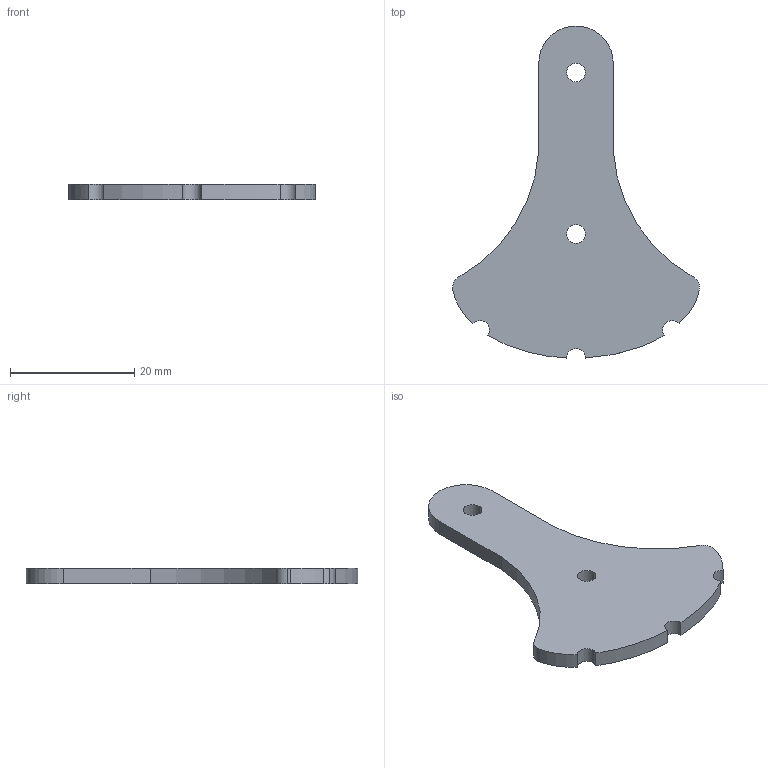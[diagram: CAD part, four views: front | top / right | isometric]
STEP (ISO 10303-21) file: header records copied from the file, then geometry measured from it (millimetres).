
FILE_DESCRIPTION (( 'STEP AP203' ), '1' );
FILE_NAME ('legB2.STEP', '2024-05-20T16:31:02', ( '' ), ( '' ), 'SwSTEP 2.0', 'SolidWorks 2020', '' );
FILE_SCHEMA (( 'CONFIG_CONTROL_DESIGN' ));
Length unit declared in the file: millimetre
Products named in the file (1): legB2
Bounding box: 39.77 x 53.46 x 2.5 mm (x, y, z)
Volume: 2552.7 mm3; surface area: 2478.7 mm2
Topology: 1 solids, 1 shells, 25 faces, 69 edges, 46 vertices
Faces by surface type: cylinder 17, bspline 4, plane 4
Entity records: 914 total; most frequent: CARTESIAN_POINT 193, DIRECTION 139, ORIENTED_EDGE 138, EDGE_CURVE 69, AXIS2_PLACEMENT_3D 56, VERTEX_POINT 46, CIRCLE 34, EDGE_LOOP 29
